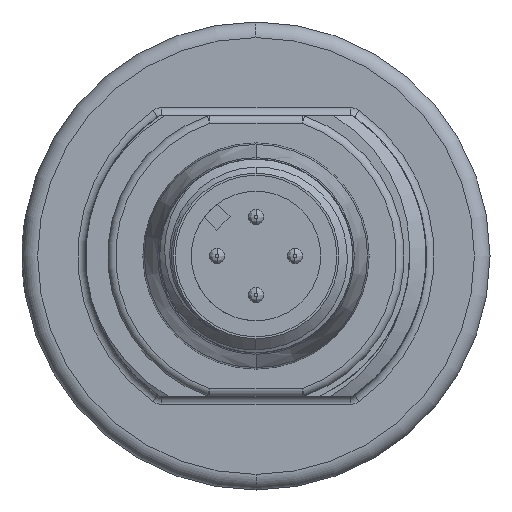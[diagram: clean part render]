
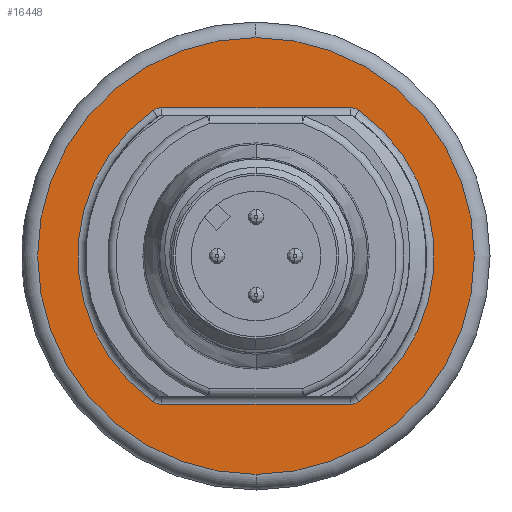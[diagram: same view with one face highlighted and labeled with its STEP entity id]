
A CAD part, front view. The second image highlights one B-rep face of the part: STEP entity #16448.
In plain terms, the highlighted planar face has unit normal (0, -1, 0).
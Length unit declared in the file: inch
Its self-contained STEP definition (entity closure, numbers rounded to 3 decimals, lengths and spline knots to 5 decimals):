
#3511=CARTESIAN_POINT('',(0.,-0.07874,0.));
#3512=DIRECTION('',(0.,1.,0.));
#3513=DIRECTION('',(0.,0.,-1.));
#3514=AXIS2_PLACEMENT_3D('',#3511,#3512,#3513);
#3516=CARTESIAN_POINT('',(0.,-0.07874,0.));
#3517=DIRECTION('',(0.,1.,0.));
#3518=DIRECTION('',(0.,0.,1.));
#3519=AXIS2_PLACEMENT_3D('',#3516,#3517,#3518);
#3521=CARTESIAN_POINT('',(0.,-0.07874,0.));
#3522=DIRECTION('',(0.,-1.,0.));
#3523=DIRECTION('',(-0.579,0.,0.815));
#3524=AXIS2_PLACEMENT_3D('',#3521,#3522,#3523);
#3526=CARTESIAN_POINT('',(-0.23763,-0.07874,
-0.33465));
#3527=DIRECTION('',(0.,1.,0.));
#3528=DIRECTION('',(0.,0.,-1.));
#3529=AXIS2_PLACEMENT_3D('',#3526,#3527,#3528);
#3531=DIRECTION('',(-1.,0.,0.));
#3532=VECTOR('',#3531,0.47526);
#3533=CARTESIAN_POINT('',(0.23763,-0.07874,
-0.37402));
#3534=LINE('',#3533,#3532);
#3535=CARTESIAN_POINT('',(0.23763,-0.07874,
-0.33465));
#3536=DIRECTION('',(0.,1.,0.));
#3537=DIRECTION('',(0.579,0.,-0.815));
#3538=AXIS2_PLACEMENT_3D('',#3535,#3536,#3537);
#3540=CARTESIAN_POINT('',(0.,-0.07874,0.));
#3541=DIRECTION('',(0.,-1.,0.));
#3542=DIRECTION('',(0.579,0.,-0.815));
#3543=AXIS2_PLACEMENT_3D('',#3540,#3541,#3542);
#3545=CARTESIAN_POINT('',(0.23763,-0.07874,
0.33465));
#3546=DIRECTION('',(0.,1.,0.));
#3547=DIRECTION('',(0.,0.,1.));
#3548=AXIS2_PLACEMENT_3D('',#3545,#3546,#3547);
#3550=DIRECTION('',(-1.,0.,0.));
#3551=VECTOR('',#3550,0.47526);
#3552=CARTESIAN_POINT('',(0.23763,-0.07874,
0.37402));
#3553=LINE('',#3552,#3551);
#3554=CARTESIAN_POINT('',(-0.23763,-0.07874,
0.33465));
#3555=DIRECTION('',(0.,1.,0.));
#3556=DIRECTION('',(-0.579,0.,0.815));
#3557=AXIS2_PLACEMENT_3D('',#3554,#3555,#3556);
#11417=CARTESIAN_POINT('',(-0.26042,-0.07874,
0.36675));
#11418=CARTESIAN_POINT('',(-0.26042,-0.07874,
-0.36675));
#11419=VERTEX_POINT('',#11417);
#11420=VERTEX_POINT('',#11418);
#11429=CARTESIAN_POINT('',(0.23763,-0.07874,
0.37402));
#11430=CARTESIAN_POINT('',(-0.23763,-0.07874,
0.37402));
#11431=VERTEX_POINT('',#11429);
#11432=VERTEX_POINT('',#11430);
#11433=CARTESIAN_POINT('',(0.26042,-0.07874,
-0.36675));
#11434=CARTESIAN_POINT('',(0.26042,-0.07874,
0.36675));
#11435=VERTEX_POINT('',#11433);
#11436=VERTEX_POINT('',#11434);
#11445=CARTESIAN_POINT('',(0.23763,-0.07874,
-0.37402));
#11446=CARTESIAN_POINT('',(-0.23763,-0.07874,
-0.37402));
#11447=VERTEX_POINT('',#11445);
#11448=VERTEX_POINT('',#11446);
#11479=CARTESIAN_POINT('',(0.,-0.07874,-0.55118));
#11480=CARTESIAN_POINT('',(0.,-0.07874,0.55118));
#11481=VERTEX_POINT('',#11479);
#11482=VERTEX_POINT('',#11480);
#16420=CARTESIAN_POINT('',(0.,-0.07874,0.));
#16421=DIRECTION('',(0.,-1.,0.));
#16422=DIRECTION('',(0.,0.,1.));
#16423=AXIS2_PLACEMENT_3D('',#16420,#16421,#16422);
#16424=PLANE('',#16423);
#16426=ORIENTED_EDGE('',*,*,#16425,.T.);
#16428=ORIENTED_EDGE('',*,*,#16427,.T.);
#16429=EDGE_LOOP('',(#16426,#16428));
#16430=FACE_OUTER_BOUND('',#16429,.F.);
#16432=ORIENTED_EDGE('',*,*,#16431,.T.);
#16434=ORIENTED_EDGE('',*,*,#16433,.F.);
#16436=ORIENTED_EDGE('',*,*,#16435,.F.);
#16438=ORIENTED_EDGE('',*,*,#16437,.F.);
#16440=ORIENTED_EDGE('',*,*,#16439,.T.);
#16441=ORIENTED_EDGE('',*,*,#16410,.F.);
#16443=ORIENTED_EDGE('',*,*,#16442,.T.);
#16445=ORIENTED_EDGE('',*,*,#16444,.F.);
#16446=EDGE_LOOP('',(#16432,#16434,#16436,#16438,#16440,#16441,#16443,#16445));
#16447=FACE_BOUND('',#16446,.F.);
#16448=ADVANCED_FACE('',(#16430,#16447),#16424,.T.);
#3515=CIRCLE('',#3514,0.55118);
#3520=CIRCLE('',#3519,0.55118);
#3525=CIRCLE('',#3524,0.4498);
#3530=CIRCLE('',#3529,0.03937);
#3539=CIRCLE('',#3538,0.03937);
#3544=CIRCLE('',#3543,0.4498);
#3549=CIRCLE('',#3548,0.03937);
#3558=CIRCLE('',#3557,0.03937);
#16410=EDGE_CURVE('',#11431,#11436,#3549,.T.);
#16425=EDGE_CURVE('',#11481,#11482,#3515,.T.);
#16427=EDGE_CURVE('',#11482,#11481,#3520,.T.);
#16431=EDGE_CURVE('',#11419,#11420,#3525,.T.);
#16433=EDGE_CURVE('',#11448,#11420,#3530,.T.);
#16435=EDGE_CURVE('',#11447,#11448,#3534,.T.);
#16437=EDGE_CURVE('',#11435,#11447,#3539,.T.);
#16439=EDGE_CURVE('',#11435,#11436,#3544,.T.);
#16442=EDGE_CURVE('',#11431,#11432,#3553,.T.);
#16444=EDGE_CURVE('',#11419,#11432,#3558,.T.);
